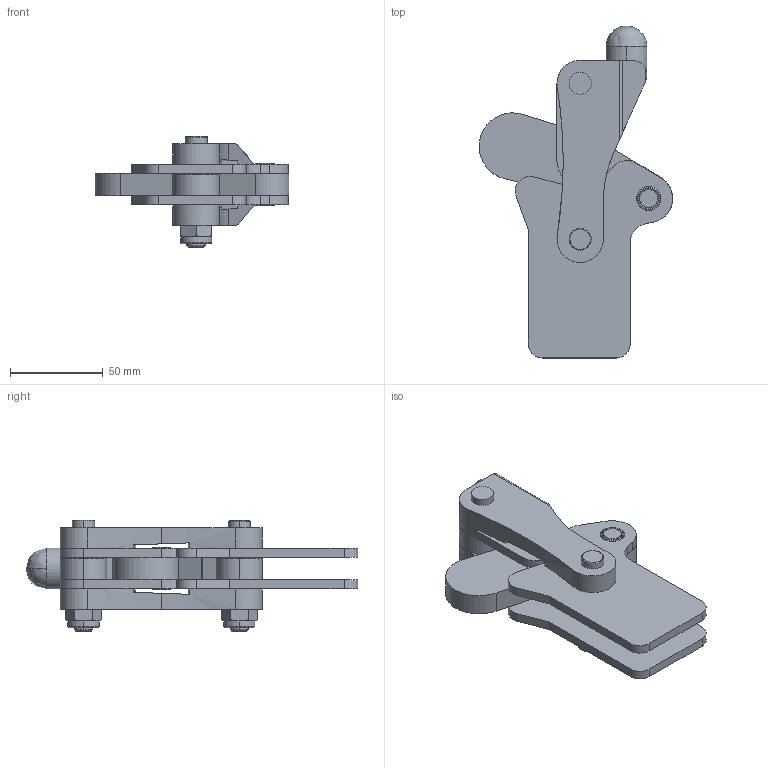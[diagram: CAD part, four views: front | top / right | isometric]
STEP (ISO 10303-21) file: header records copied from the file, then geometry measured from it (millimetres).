
FILE_DESCRIPTION (( 'STEP AP214' ), '1' );
FILE_NAME ('811-6.STEP', '2017-11-21T15:36:52', ( '' ), ( '' ), 'SwSTEP 2.0', 'SolidWorks 2015', '' );
FILE_SCHEMA (( 'AUTOMOTIVE_DESIGN' ));
Length unit declared in the file: millimetre
Products named in the file (5): 4; 3; 2; 1; 811-6
Assembly tree (4 placements, depth 2):
  811-6
    1
    2
    3
    4
Bounding box: 104.46 x 179 x 60 mm (x, y, z)
Volume: 218387.5 mm3; surface area: 73830.6 mm2
Topology: 4 solids, 6 shells, 356 faces, 829 edges, 515 vertices
Faces by surface type: cylinder 132, plane 109, cone 105, bspline 10
Entity records: 12422 total; most frequent: CARTESIAN_POINT 4101, DIRECTION 1753, ORIENTED_EDGE 1650, EDGE_CURVE 825, AXIS2_PLACEMENT_3D 699, VERTEX_POINT 515, EDGE_LOOP 410, FACE_OUTER_BOUND 356
